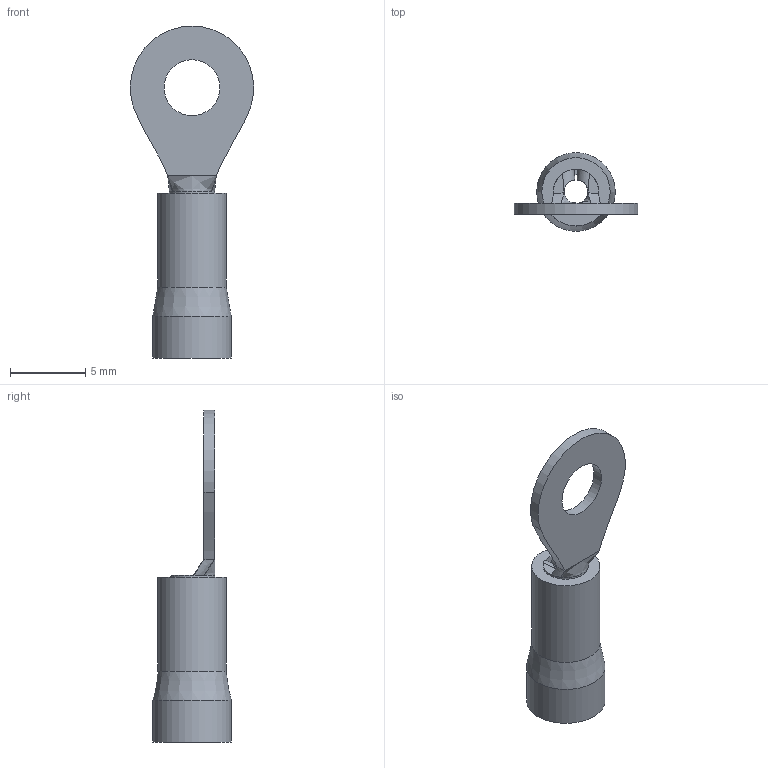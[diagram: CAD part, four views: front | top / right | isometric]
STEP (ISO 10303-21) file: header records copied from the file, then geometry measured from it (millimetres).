
FILE_DESCRIPTION(/* description */ ('18 AWG Ring Terminal'),/* implementation_level */ '2;1');
FILE_NAME(/* name */ 'ELEC_Terminal_MNG18-6R-SK.ipt.step',/* time_stamp */ '2014-01-07T11:04:08-08:00',/* author */ ('Autodesk Inc.'),/* organization */ ('Autodesk Inc.'),/* preprocessor_version */ 'ST-DEVELOPER v15.2',/* originating_system */ 'Autodesk Inventor 2014',/* authorisation */ '');
FILE_SCHEMA (('AUTOMOTIVE_DESIGN { 1 0 10303 214 3 1 1 }'));
Length unit declared in the file: inch
Products named in the file (1): ELEC_Terminal_MNG18-6R-SK
Bounding box: 8.18 x 5.21 x 22 mm (x, y, z)
Volume: 175.8 mm3; surface area: 418.6 mm2
Topology: 1 solids, 1 shells, 32 faces, 79 edges, 49 vertices
Faces by surface type: cylinder 12, plane 10, bspline 8, cone 2
Full cylindrical faces by diameter (mm): 3.683 x1, 3.708 x1, 4.521 x1, 5.207 x1
Entity records: 1274 total; most frequent: CARTESIAN_POINT 495, ORIENTED_EDGE 144, DIRECTION 132, EDGE_CURVE 72, AXIS2_PLACEMENT_3D 49, VERTEX_POINT 48, EDGE_LOOP 42, LINE 34
